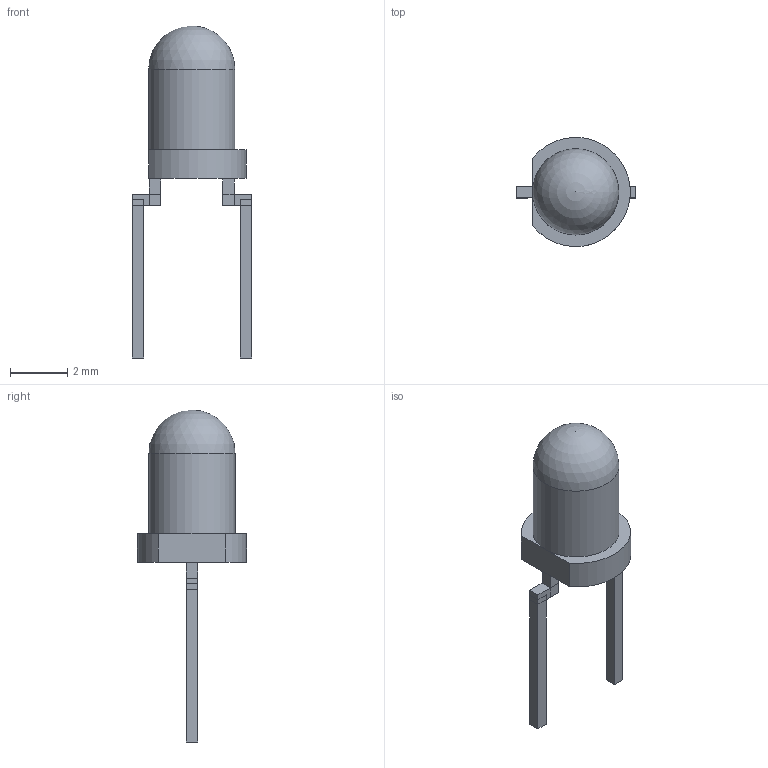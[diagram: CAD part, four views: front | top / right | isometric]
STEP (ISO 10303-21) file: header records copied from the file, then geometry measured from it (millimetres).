
FILE_DESCRIPTION(('FreeCAD Model'),'2;1');
FILE_NAME('Open CASCADE Shape Model','2022-05-07T19:30:11',( 'kicad StepUp'),('ksu MCAD'),'Open CASCADE STEP processor 7.5', 'FreeCAD','Unknown');
FILE_SCHEMA(('AUTOMOTIVE_DESIGN { 1 0 10303 214 1 1 1 1 }'));
Length unit declared in the file: millimetre
Products named in the file (1): Compound003
Bounding box: 4.16 x 3.79 x 11.55 mm (x, y, z)
Volume: 0.5 mm3; surface area: 90 mm2
Topology: 2 solids, 10 shells, 44 faces, 121 edges, 85 vertices
Faces by surface type: plane 41, cylinder 2, sphere 1
Full cylindrical faces by diameter (mm): 3 x1
Entity records: 1768 total; most frequent: CARTESIAN_POINT 254, DIRECTION 225, ORIENTED_EDGE 204, EDGE_CURVE 122, LINE 109, VECTOR 109, VERTEX_POINT 87, AXIS2_PLACEMENT_3D 58
